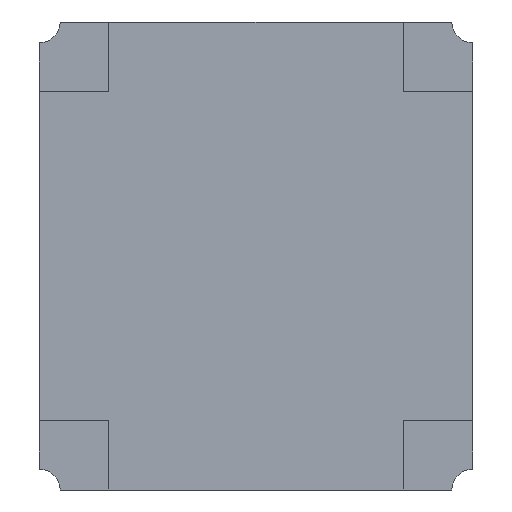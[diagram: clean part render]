
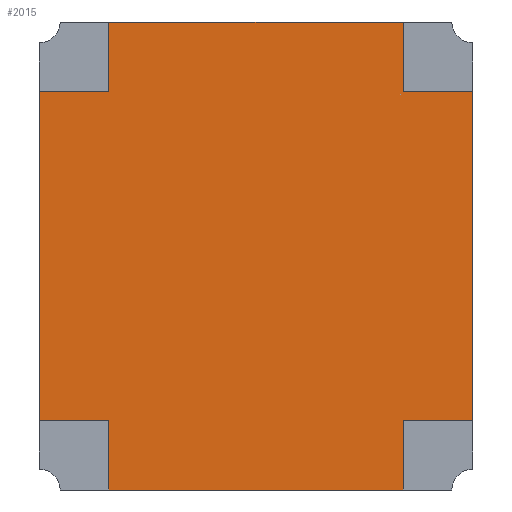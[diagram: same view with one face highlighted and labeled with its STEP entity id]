
A CAD part, front view. The second image highlights one B-rep face of the part: STEP entity #2015.
In plain terms, the highlighted planar face has unit normal (0, -1, 0).
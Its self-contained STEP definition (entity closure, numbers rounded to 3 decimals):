
#2015 = ADVANCED_FACE('',(#2016),#2114,.F.);
#2016 = FACE_BOUND('',#2017,.T.);
#2017 = EDGE_LOOP('',(#2018,#2028,#2036,#2044,#2052,#2060,#2068,#2076,
    #2084,#2092,#2100,#2108));
#2018 = ORIENTED_EDGE('',*,*,#2019,.T.);
#2019 = EDGE_CURVE('',#2020,#2022,#2024,.T.);
#2020 = VERTEX_POINT('',#2021);
#2021 = CARTESIAN_POINT('',(4.25,-1.,-6.75));
#2022 = VERTEX_POINT('',#2023);
#2023 = CARTESIAN_POINT('',(4.25,-1.,-4.75));
#2024 = LINE('',#2025,#2026);
#2025 = CARTESIAN_POINT('',(4.25,-1.,-6.75));
#2026 = VECTOR('',#2027,1.);
#2027 = DIRECTION('',(0.,0.,1.));
#2028 = ORIENTED_EDGE('',*,*,#2029,.T.);
#2029 = EDGE_CURVE('',#2022,#2030,#2032,.T.);
#2030 = VERTEX_POINT('',#2031);
#2031 = CARTESIAN_POINT('',(6.25,-1.,-4.75));
#2032 = LINE('',#2033,#2034);
#2033 = CARTESIAN_POINT('',(4.25,-1.,-4.75));
#2034 = VECTOR('',#2035,1.);
#2035 = DIRECTION('',(1.,0.,0.));
#2036 = ORIENTED_EDGE('',*,*,#2037,.T.);
#2037 = EDGE_CURVE('',#2030,#2038,#2040,.T.);
#2038 = VERTEX_POINT('',#2039);
#2039 = CARTESIAN_POINT('',(6.25,-1.,4.75));
#2040 = LINE('',#2041,#2042);
#2041 = CARTESIAN_POINT('',(6.25,-1.,-4.75));
#2042 = VECTOR('',#2043,1.);
#2043 = DIRECTION('',(0.,0.,1.));
#2044 = ORIENTED_EDGE('',*,*,#2045,.T.);
#2045 = EDGE_CURVE('',#2038,#2046,#2048,.T.);
#2046 = VERTEX_POINT('',#2047);
#2047 = CARTESIAN_POINT('',(4.25,-1.,4.75));
#2048 = LINE('',#2049,#2050);
#2049 = CARTESIAN_POINT('',(6.25,-1.,4.75));
#2050 = VECTOR('',#2051,1.);
#2051 = DIRECTION('',(-1.,0.,0.));
#2052 = ORIENTED_EDGE('',*,*,#2053,.T.);
#2053 = EDGE_CURVE('',#2046,#2054,#2056,.T.);
#2054 = VERTEX_POINT('',#2055);
#2055 = CARTESIAN_POINT('',(4.25,-1.,6.75));
#2056 = LINE('',#2057,#2058);
#2057 = CARTESIAN_POINT('',(4.25,-1.,4.75));
#2058 = VECTOR('',#2059,1.);
#2059 = DIRECTION('',(0.,0.,1.));
#2060 = ORIENTED_EDGE('',*,*,#2061,.T.);
#2061 = EDGE_CURVE('',#2054,#2062,#2064,.T.);
#2062 = VERTEX_POINT('',#2063);
#2063 = CARTESIAN_POINT('',(-4.25,-1.,6.75));
#2064 = LINE('',#2065,#2066);
#2065 = CARTESIAN_POINT('',(4.25,-1.,6.75));
#2066 = VECTOR('',#2067,1.);
#2067 = DIRECTION('',(-1.,0.,0.));
#2068 = ORIENTED_EDGE('',*,*,#2069,.F.);
#2069 = EDGE_CURVE('',#2070,#2062,#2072,.T.);
#2070 = VERTEX_POINT('',#2071);
#2071 = CARTESIAN_POINT('',(-4.25,-1.,4.75));
#2072 = LINE('',#2073,#2074);
#2073 = CARTESIAN_POINT('',(-4.25,-1.,4.75));
#2074 = VECTOR('',#2075,1.);
#2075 = DIRECTION('',(0.,0.,1.));
#2076 = ORIENTED_EDGE('',*,*,#2077,.F.);
#2077 = EDGE_CURVE('',#2078,#2070,#2080,.T.);
#2078 = VERTEX_POINT('',#2079);
#2079 = CARTESIAN_POINT('',(-6.25,-1.,4.75));
#2080 = LINE('',#2081,#2082);
#2081 = CARTESIAN_POINT('',(-6.25,-1.,4.75));
#2082 = VECTOR('',#2083,1.);
#2083 = DIRECTION('',(1.,0.,0.));
#2084 = ORIENTED_EDGE('',*,*,#2085,.T.);
#2085 = EDGE_CURVE('',#2078,#2086,#2088,.T.);
#2086 = VERTEX_POINT('',#2087);
#2087 = CARTESIAN_POINT('',(-6.25,-1.,-4.75));
#2088 = LINE('',#2089,#2090);
#2089 = CARTESIAN_POINT('',(-6.25,-1.,4.75));
#2090 = VECTOR('',#2091,1.);
#2091 = DIRECTION('',(0.,0.,-1.));
#2092 = ORIENTED_EDGE('',*,*,#2093,.F.);
#2093 = EDGE_CURVE('',#2094,#2086,#2096,.T.);
#2094 = VERTEX_POINT('',#2095);
#2095 = CARTESIAN_POINT('',(-4.25,-1.,-4.75));
#2096 = LINE('',#2097,#2098);
#2097 = CARTESIAN_POINT('',(-4.25,-1.,-4.75));
#2098 = VECTOR('',#2099,1.);
#2099 = DIRECTION('',(-1.,0.,0.));
#2100 = ORIENTED_EDGE('',*,*,#2101,.F.);
#2101 = EDGE_CURVE('',#2102,#2094,#2104,.T.);
#2102 = VERTEX_POINT('',#2103);
#2103 = CARTESIAN_POINT('',(-4.25,-1.,-6.75));
#2104 = LINE('',#2105,#2106);
#2105 = CARTESIAN_POINT('',(-4.25,-1.,-6.75));
#2106 = VECTOR('',#2107,1.);
#2107 = DIRECTION('',(0.,0.,1.));
#2108 = ORIENTED_EDGE('',*,*,#2109,.T.);
#2109 = EDGE_CURVE('',#2102,#2020,#2110,.T.);
#2110 = LINE('',#2111,#2112);
#2111 = CARTESIAN_POINT('',(-4.25,-1.,-6.75));
#2112 = VECTOR('',#2113,1.);
#2113 = DIRECTION('',(1.,0.,0.));
#2114 = PLANE('',#2115);
#2115 = AXIS2_PLACEMENT_3D('',#2116,#2117,#2118);
#2116 = CARTESIAN_POINT('',(0.,-1.,0.));
#2117 = DIRECTION('',(0.,1.,0.));
#2118 = DIRECTION('',(0.,-0.,1.));
